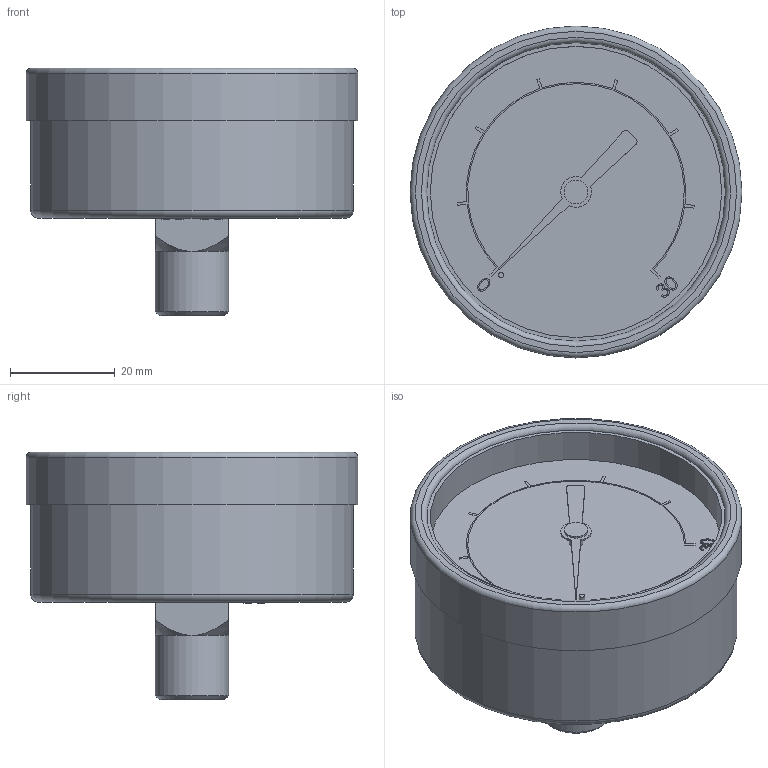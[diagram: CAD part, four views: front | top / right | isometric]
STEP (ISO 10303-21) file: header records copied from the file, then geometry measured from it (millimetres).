
FILE_DESCRIPTION (( 'STEP AP214' ), '1' );
FILE_NAME ('G25-BD30-4CB.STEP', '2022-11-29T16:21:38', ( '' ), ( '' ), 'SwSTEP 2.0', 'SolidWorks 2021', '' );
FILE_SCHEMA (( 'AUTOMOTIVE_DESIGN' ));
Length unit declared in the file: inch
Products named in the file (1): G25-BD30-4CB
Bounding box: 63.25 x 63.25 x 47.19 mm (x, y, z)
Volume: 70473.8 mm3; surface area: 14495.1 mm2
Topology: 1 solids, 1 shells, 199 faces, 516 edges, 335 vertices
Faces by surface type: plane 98, cylinder 32, bspline 32, cone 20, torus 17
Full cylindrical faces by diameter (mm): 1.016 x1, 2.519 x1, 3.683 x1, 4.519 x1, 6.35 x2, 13.97 x1, 55.499 x1, 61.493 x1, 63.246 x1
Entity records: 9572 total; most frequent: CARTESIAN_POINT 3606, ORIENTED_EDGE 990, DIRECTION 860, EDGE_CURVE 495, VERTEX_POINT 331, AXIS2_PLACEMENT_3D 297, LINE 266, VECTOR 266
